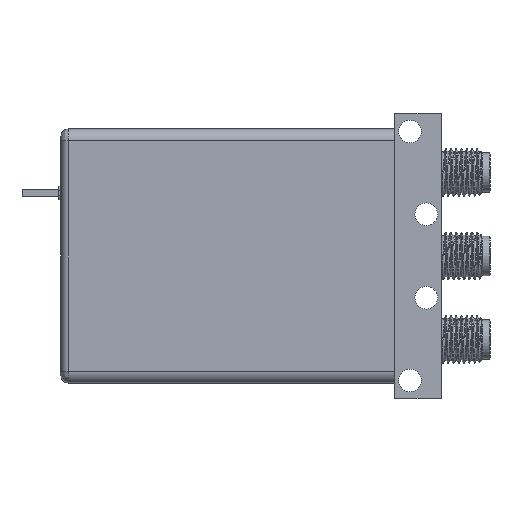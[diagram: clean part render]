
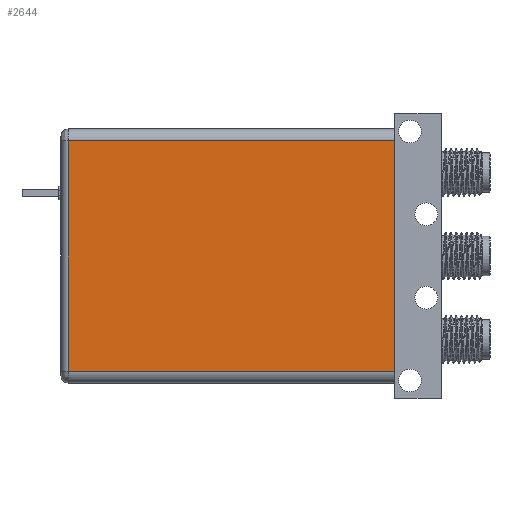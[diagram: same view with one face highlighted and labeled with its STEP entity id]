
A CAD part, left-side view. The second image highlights one B-rep face of the part: STEP entity #2644.
In plain terms, the highlighted face is planar.
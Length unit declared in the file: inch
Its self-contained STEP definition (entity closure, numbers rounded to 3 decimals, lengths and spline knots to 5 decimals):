
#508 = VERTEX_POINT ( 'NONE', #9502 ) ;
#558 = VECTOR ( 'NONE', #5443, 39.37008 ) ;
#661 = VERTEX_POINT ( 'NONE', #7351 ) ;
#1020 = CARTESIAN_POINT ( 'NONE',  ( 0.67, 1.72, -0.25 ) ) ;
#1181 = CARTESIAN_POINT ( 'NONE',  ( 0.608, 1.72, -0.25 ) ) ;
#1213 = CARTESIAN_POINT ( 'NONE',  ( 0.67, 0., -0.25 ) ) ;
#1262 = DIRECTION ( 'NONE',  ( 1., 0., 0. ) ) ;
#1435 = LINE ( 'NONE', #9202, #558 ) ;
#1929 = LINE ( 'NONE', #1213, #7440 ) ;
#1968 = DIRECTION ( 'NONE',  ( 0., 1., 0. ) ) ;
#2164 = EDGE_LOOP ( 'NONE', ( #9465, #6763, #8536, #9742 ) ) ;
#2176 = EDGE_CURVE ( 'NONE', #508, #7147, #1435, .T. ) ;
#2469 = CARTESIAN_POINT ( 'NONE',  ( -0.608, 0., -0.25 ) ) ;
#2644 = ADVANCED_FACE ( 'NONE', ( #7593 ), #7696, .F. ) ;
#3934 = CARTESIAN_POINT ( 'NONE',  ( 0.67, 1.76, -0.25 ) ) ;
#4255 = LINE ( 'NONE', #8929, #8094 ) ;
#5443 = DIRECTION ( 'NONE',  ( 0., -1., 0. ) ) ;
#5649 = DIRECTION ( 'NONE',  ( -1., 0., 0. ) ) ;
#5937 = EDGE_CURVE ( 'NONE', #7147, #661, #1929, .T. ) ;
#6763 = ORIENTED_EDGE ( 'NONE', *, *, #9984, .F. ) ;
#6935 = EDGE_CURVE ( 'NONE', #661, #7818, #4255, .T. ) ;
#7039 = DIRECTION ( 'NONE',  ( 0., 0., 1. ) ) ;
#7147 = VERTEX_POINT ( 'NONE', #2469 ) ;
#7351 = CARTESIAN_POINT ( 'NONE',  ( 0.608, 0., -0.25 ) ) ;
#7440 = VECTOR ( 'NONE', #1262, 39.37008 ) ;
#7593 = FACE_OUTER_BOUND ( 'NONE', #2164, .T. ) ;
#7696 = PLANE ( 'NONE',  #8186 ) ;
#7775 = LINE ( 'NONE', #1020, #8142 ) ;
#7818 = VERTEX_POINT ( 'NONE', #1181 ) ;
#8094 = VECTOR ( 'NONE', #1968, 39.37008 ) ;
#8142 = VECTOR ( 'NONE', #5649, 39.37008 ) ;
#8186 = AXIS2_PLACEMENT_3D ( 'NONE', #3934, #7039, #8507 ) ;
#8507 = DIRECTION ( 'NONE',  ( 1., 0., 0. ) ) ;
#8536 = ORIENTED_EDGE ( 'NONE', *, *, #6935, .F. ) ;
#8929 = CARTESIAN_POINT ( 'NONE',  ( 0.608, 1.76, -0.25 ) ) ;
#9202 = CARTESIAN_POINT ( 'NONE',  ( -0.608, 1.76, -0.25 ) ) ;
#9465 = ORIENTED_EDGE ( 'NONE', *, *, #2176, .F. ) ;
#9502 = CARTESIAN_POINT ( 'NONE',  ( -0.608, 1.72, -0.25 ) ) ;
#9742 = ORIENTED_EDGE ( 'NONE', *, *, #5937, .F. ) ;
#9984 = EDGE_CURVE ( 'NONE', #7818, #508, #7775, .T. ) ;
